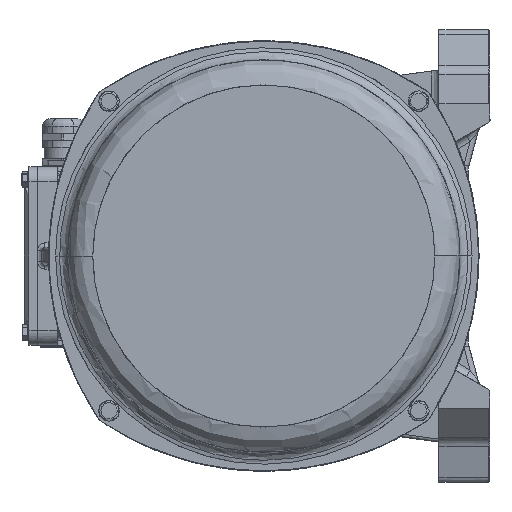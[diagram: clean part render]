
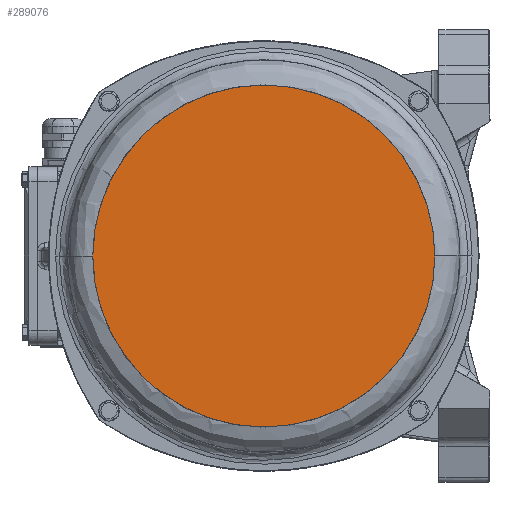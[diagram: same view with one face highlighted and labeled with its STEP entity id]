
A CAD part, left-side view. The second image highlights one B-rep face of the part: STEP entity #289076.
In plain terms, the highlighted planar face has unit normal (-1, 0, 0).
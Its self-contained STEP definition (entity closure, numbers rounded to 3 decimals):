
#579 = EDGE_LOOP ( 'NONE', ( #164545, #154039 ) ) ;
#4289 = DIRECTION ( 'NONE',  ( 0., 0., -1. ) ) ;
#4330 = CARTESIAN_POINT ( 'NONE',  ( -294.5, 30.953, -10.077 ) ) ;
#5366 = CARTESIAN_POINT ( 'NONE',  ( -294.5, -192.633, -32.099 ) ) ;
#7336 = CARTESIAN_POINT ( 'NONE',  ( -294.5, -65.994, -171.823 ) ) ;
#7452 = CARTESIAN_POINT ( 'NONE',  ( -294.5, -12.282, 42.605 ) ) ;
#8484 = CARTESIAN_POINT ( 'NONE',  ( -294.5, -77.5, 62.388 ) ) ;
#12676 = CARTESIAN_POINT ( 'NONE',  ( -294.5, -194.323, -66.507 ) ) ;
#13715 = CARTESIAN_POINT ( 'NONE',  ( -294.5, -89.006, -171.823 ) ) ;
#14781 = CARTESIAN_POINT ( 'NONE',  ( -294.5, -185.953, -99.923 ) ) ;
#28749 = CARTESIAN_POINT ( 'NONE',  ( -294.5, 26.027, 0.336 ) ) ;
#31795 = CARTESIAN_POINT ( 'NONE',  ( -294.5, -194.7, -55. ) ) ;
#32948 = CARTESIAN_POINT ( 'NONE',  ( -294.5, -151.971, 35.742 ) ) ;
#33489 = EDGE_CURVE ( 'NONE', #52021, #183807, #254642, .T. ) ;
#38218 = CARTESIAN_POINT ( 'NONE',  ( -294.5, -77.5, -172.388 ) ) ;
#51637 = B_SPLINE_CURVE_WITH_KNOTS ( 'NONE', 3,
 ( #54300, #227253, #272999, #56387, #4330, #28749, #200673, #199626, #104111, #55333, #7452, #81800, #177293, #226201, #225164, #77634, #8484, #178337, #79724, #249575, #198580, #80775, #250628, #32948, #53261, #100976, #247488, #125322, #102023, #5366, #126366, #296380, #150792 ),
 .UNSPECIFIED., .F., .F.,
 ( 4, 1, 1, 1, 1, 1, 1, 1, 1, 1, 1, 1, 1, 1, 1, 1, 1, 1, 1, 1, 1, 1, 1, 1, 1, 1, 1, 1, 1, 1, 4 ),
 ( 0., 0.062, 0.094, 0.125, 0.156, 0.187, 0.219, 0.25, 0.281, 0.312, 0.344, 0.375, 0.406, 0.437, 0.469, 0.5, 0.531, 0.562, 0.594, 0.625, 0.656, 0.688, 0.719, 0.75, 0.797, 0.844, 0.875, 0.906, 0.937, 0.969, 1. ),
 .UNSPECIFIED. ) ;
#52021 = VERTEX_POINT ( 'NONE', #286185 ) ;
#53261 = CARTESIAN_POINT ( 'NONE',  ( -294.5, -161.926, 26.72 ) ) ;
#54300 = CARTESIAN_POINT ( 'NONE',  ( -294.5, 39.7, -55. ) ) ;
#55220 = CARTESIAN_POINT ( 'NONE',  ( -294.5, -192.633, -77.901 ) ) ;
#55333 = CARTESIAN_POINT ( 'NONE',  ( -294.5, -3.03, 35.742 ) ) ;
#56387 = CARTESIAN_POINT ( 'NONE',  ( -294.5, 34.834, -20.925 ) ) ;
#77634 = CARTESIAN_POINT ( 'NONE',  ( -294.5, -65.994, 61.823 ) ) ;
#79611 = CARTESIAN_POINT ( 'NONE',  ( -294.5, -100.401, -170.133 ) ) ;
#79724 = CARTESIAN_POINT ( 'NONE',  ( -294.5, -100.401, 60.133 ) ) ;
#79905 = EDGE_CURVE ( 'NONE', #183807, #52021, #51637, .T. ) ;
#80650 = CARTESIAN_POINT ( 'NONE',  ( -294.5, -189.834, -89.076 ) ) ;
#80775 = CARTESIAN_POINT ( 'NONE',  ( -294.5, -132.837, 48.527 ) ) ;
#81800 = CARTESIAN_POINT ( 'NONE',  ( -294.5, -22.163, 48.527 ) ) ;
#85970 = CARTESIAN_POINT ( 'NONE',  ( -294.5, -122.423, -163.453 ) ) ;
#85973 = CARTESIAN_POINT ( 'NONE',  ( -294.5, 39.7, -55. ) ) ;
#87028 = CARTESIAN_POINT ( 'NONE',  ( -294.5, 20.105, -120.218 ) ) ;
#100976 = CARTESIAN_POINT ( 'NONE',  ( -294.5, -171.977, 15.069 ) ) ;
#102023 = CARTESIAN_POINT ( 'NONE',  ( -294.5, -189.834, -20.924 ) ) ;
#104111 = CARTESIAN_POINT ( 'NONE',  ( -294.5, 5.506, 28.006 ) ) ;
#105032 = CARTESIAN_POINT ( 'NONE',  ( -294.5, -194.7, -58.834 ) ) ;
#110355 = CARTESIAN_POINT ( 'NONE',  ( -294.5, -32.577, -163.453 ) ) ;
#111413 = CARTESIAN_POINT ( 'NONE',  ( -294.5, -161.926, -136.72 ) ) ;
#125322 = CARTESIAN_POINT ( 'NONE',  ( -294.5, -185.953, -10.077 ) ) ;
#126366 = CARTESIAN_POINT ( 'NONE',  ( -294.5, -194.323, -43.493 ) ) ;
#129365 = CARTESIAN_POINT ( 'NONE',  ( -294.5, -43.424, -167.334 ) ) ;
#134688 = CARTESIAN_POINT ( 'NONE',  ( -294.5, -22.163, -158.527 ) ) ;
#150792 = CARTESIAN_POINT ( 'NONE',  ( -294.5, -194.7, -55. ) ) ;
#152777 = CARTESIAN_POINT ( 'NONE',  ( -294.5, 5.506, -138.006 ) ) ;
#154039 = ORIENTED_EDGE ( 'NONE', *, *, #79905, .F. ) ;
#160216 = CARTESIAN_POINT ( 'NONE',  ( -294.5, 38.564, -74.189 ) ) ;
#164545 = ORIENTED_EDGE ( 'NONE', *, *, #33489, .F. ) ;
#176141 = CARTESIAN_POINT ( 'NONE',  ( -294.5, -111.576, -167.334 ) ) ;
#177182 = CARTESIAN_POINT ( 'NONE',  ( -294.5, -54.599, -170.133 ) ) ;
#177293 = CARTESIAN_POINT ( 'NONE',  ( -294.5, -32.577, 53.453 ) ) ;
#178337 = CARTESIAN_POINT ( 'NONE',  ( -294.5, -89.006, 61.823 ) ) ;
#183548 = CARTESIAN_POINT ( 'NONE',  ( -294.5, -142.717, -152.605 ) ) ;
#183807 = VERTEX_POINT ( 'NONE', #85973 ) ;
#194469 = AXIS2_PLACEMENT_3D ( 'NONE', #294230, #270856, #4289 ) ;
#198580 = CARTESIAN_POINT ( 'NONE',  ( -294.5, -122.423, 53.453 ) ) ;
#199626 = CARTESIAN_POINT ( 'NONE',  ( -294.5, 13.242, 19.47 ) ) ;
#200673 = CARTESIAN_POINT ( 'NONE',  ( -294.5, 20.105, 10.218 ) ) ;
#207966 = CARTESIAN_POINT ( 'NONE',  ( -294.5, 30.953, -99.923 ) ) ;
#209028 = CARTESIAN_POINT ( 'NONE',  ( -294.5, -132.837, -158.527 ) ) ;
#225164 = CARTESIAN_POINT ( 'NONE',  ( -294.5, -54.599, 60.133 ) ) ;
#226091 = CARTESIAN_POINT ( 'NONE',  ( -294.5, -171.977, -125.069 ) ) ;
#226201 = CARTESIAN_POINT ( 'NONE',  ( -294.5, -43.424, 57.334 ) ) ;
#227253 = CARTESIAN_POINT ( 'NONE',  ( -294.5, 39.7, -47.326 ) ) ;
#231462 = CARTESIAN_POINT ( 'NONE',  ( -294.5, 13.242, -129.47 ) ) ;
#247488 = CARTESIAN_POINT ( 'NONE',  ( -294.5, -180.209, 2.068 ) ) ;
#249465 = CARTESIAN_POINT ( 'NONE',  ( -294.5, 39.7, -62.674 ) ) ;
#249575 = CARTESIAN_POINT ( 'NONE',  ( -294.5, -111.576, 57.334 ) ) ;
#250628 = CARTESIAN_POINT ( 'NONE',  ( -294.5, -142.717, 42.605 ) ) ;
#254642 = B_SPLINE_CURVE_WITH_KNOTS ( 'NONE', 3,
 ( #31795, #105032, #12676, #55220, #80650, #14781, #298328, #226091, #111413, #274978, #183548, #209028, #85970, #176141, #79611, #13715, #38218, #7336, #177182, #129365, #110355, #134688, #255855, #305803, #152777, #231462, #87028, #280300, #207966, #281364, #160216, #249465, #304755 ),
 .UNSPECIFIED., .F., .F.,
 ( 4, 1, 1, 1, 1, 1, 1, 1, 1, 1, 1, 1, 1, 1, 1, 1, 1, 1, 1, 1, 1, 1, 1, 1, 1, 1, 1, 1, 1, 1, 4 ),
 ( 0., 0.031, 0.063, 0.094, 0.125, 0.156, 0.203, 0.25, 0.281, 0.312, 0.344, 0.375, 0.406, 0.438, 0.469, 0.5, 0.531, 0.563, 0.594, 0.625, 0.656, 0.688, 0.719, 0.75, 0.781, 0.813, 0.844, 0.875, 0.906, 0.938, 1. ),
 .UNSPECIFIED. ) ;
#255855 = CARTESIAN_POINT ( 'NONE',  ( -294.5, -12.282, -152.605 ) ) ;
#267799 = FACE_OUTER_BOUND ( 'NONE', #579, .T. ) ;
#269806 = PLANE ( 'NONE',  #194469 ) ;
#270856 = DIRECTION ( 'NONE',  ( -1., 0., 0. ) ) ;
#272999 = CARTESIAN_POINT ( 'NONE',  ( -294.5, 38.564, -35.811 ) ) ;
#274978 = CARTESIAN_POINT ( 'NONE',  ( -294.5, -151.971, -145.742 ) ) ;
#280300 = CARTESIAN_POINT ( 'NONE',  ( -294.5, 26.027, -110.336 ) ) ;
#281364 = CARTESIAN_POINT ( 'NONE',  ( -294.5, 34.834, -89.075 ) ) ;
#286185 = CARTESIAN_POINT ( 'NONE',  ( -294.5, -194.7, -55. ) ) ;
#289076 = ADVANCED_FACE ( 'NONE', ( #267799 ), #269806, .T. ) ;
#294230 = CARTESIAN_POINT ( 'NONE',  ( -294.5, 39.7, 62.2 ) ) ;
#296380 = CARTESIAN_POINT ( 'NONE',  ( -294.5, -194.7, -51.166 ) ) ;
#298328 = CARTESIAN_POINT ( 'NONE',  ( -294.5, -180.209, -112.068 ) ) ;
#304755 = CARTESIAN_POINT ( 'NONE',  ( -294.5, 39.7, -55. ) ) ;
#305803 = CARTESIAN_POINT ( 'NONE',  ( -294.5, -3.03, -145.742 ) ) ;
